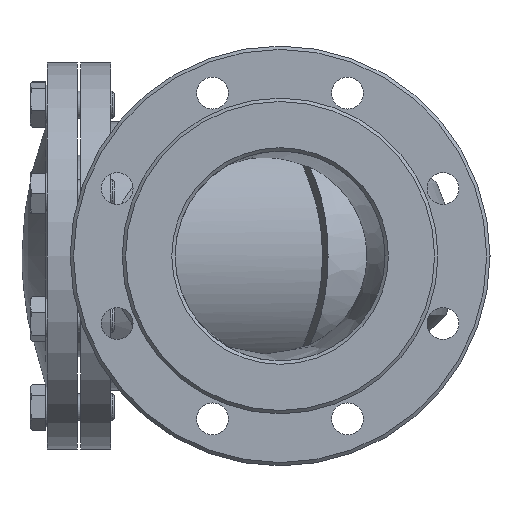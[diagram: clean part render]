
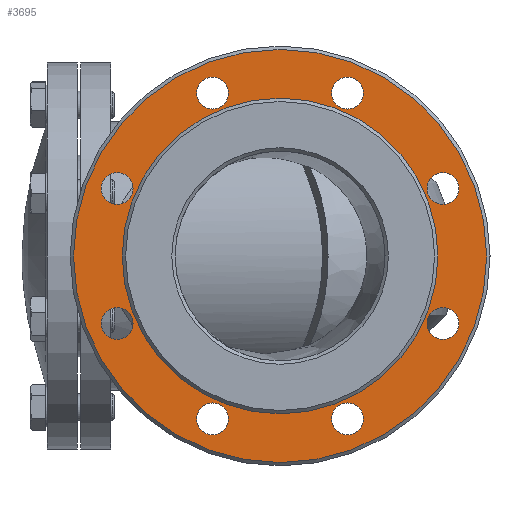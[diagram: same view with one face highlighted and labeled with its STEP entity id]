
A CAD part, left-side view. The second image highlights one B-rep face of the part: STEP entity #3695.
In plain terms, the highlighted planar face has unit normal (-1, 0, 0).
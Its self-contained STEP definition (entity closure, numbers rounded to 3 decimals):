
#772=FACE_BOUND('',#1299,.T.);
#773=FACE_BOUND('',#1300,.T.);
#774=FACE_BOUND('',#1301,.T.);
#775=FACE_BOUND('',#1302,.T.);
#776=FACE_BOUND('',#1303,.T.);
#777=FACE_BOUND('',#1304,.T.);
#778=FACE_BOUND('',#1305,.T.);
#779=FACE_BOUND('',#1306,.T.);
#780=FACE_BOUND('',#1307,.T.);
#847=PLANE('',#4055);
#1027=FACE_OUTER_BOUND('',#1298,.T.);
#1298=EDGE_LOOP('',(#3241));
#1299=EDGE_LOOP('',(#3242));
#1300=EDGE_LOOP('',(#3243));
#1301=EDGE_LOOP('',(#3244));
#1302=EDGE_LOOP('',(#3245));
#1303=EDGE_LOOP('',(#3246));
#1304=EDGE_LOOP('',(#3247));
#1305=EDGE_LOOP('',(#3248));
#1306=EDGE_LOOP('',(#3249));
#1307=EDGE_LOOP('',(#3250));
#1488=CIRCLE('',#4054,123.);
#1489=CIRCLE('',#4056,94.);
#1490=CIRCLE('',#4057,9.5);
#1491=CIRCLE('',#4058,9.5);
#1492=CIRCLE('',#4059,9.5);
#1493=CIRCLE('',#4060,9.5);
#1494=CIRCLE('',#4061,9.5);
#1495=CIRCLE('',#4062,9.5);
#1496=CIRCLE('',#4063,9.5);
#1497=CIRCLE('',#4064,9.5);
#1813=VERTEX_POINT('',#10606);
#1814=VERTEX_POINT('',#10610);
#1815=VERTEX_POINT('',#10612);
#1816=VERTEX_POINT('',#10614);
#1817=VERTEX_POINT('',#10616);
#1818=VERTEX_POINT('',#10618);
#1819=VERTEX_POINT('',#10620);
#1820=VERTEX_POINT('',#10622);
#1821=VERTEX_POINT('',#10624);
#1822=VERTEX_POINT('',#10626);
#2295=EDGE_CURVE('',#1813,#1813,#1488,.T.);
#2296=EDGE_CURVE('',#1814,#1814,#1489,.T.);
#2297=EDGE_CURVE('',#1815,#1815,#1490,.T.);
#2298=EDGE_CURVE('',#1816,#1816,#1491,.T.);
#2299=EDGE_CURVE('',#1817,#1817,#1492,.T.);
#2300=EDGE_CURVE('',#1818,#1818,#1493,.T.);
#2301=EDGE_CURVE('',#1819,#1819,#1494,.T.);
#2302=EDGE_CURVE('',#1820,#1820,#1495,.T.);
#2303=EDGE_CURVE('',#1821,#1821,#1496,.T.);
#2304=EDGE_CURVE('',#1822,#1822,#1497,.T.);
#3241=ORIENTED_EDGE('',*,*,#2295,.F.);
#3242=ORIENTED_EDGE('',*,*,#2296,.F.);
#3243=ORIENTED_EDGE('',*,*,#2297,.F.);
#3244=ORIENTED_EDGE('',*,*,#2298,.F.);
#3245=ORIENTED_EDGE('',*,*,#2299,.F.);
#3246=ORIENTED_EDGE('',*,*,#2300,.F.);
#3247=ORIENTED_EDGE('',*,*,#2301,.F.);
#3248=ORIENTED_EDGE('',*,*,#2302,.F.);
#3249=ORIENTED_EDGE('',*,*,#2303,.F.);
#3250=ORIENTED_EDGE('',*,*,#2304,.F.);
#3695=ADVANCED_FACE('',(#1027,#772,#773,#774,#775,#776,#777,#778,#779,#780),
#847,.F.);
#4054=AXIS2_PLACEMENT_3D('',#10608,#4838,#4839);
#4055=AXIS2_PLACEMENT_3D('',#10609,#4840,#4841);
#4056=AXIS2_PLACEMENT_3D('',#10611,#4842,#4843);
#4057=AXIS2_PLACEMENT_3D('',#10613,#4844,#4845);
#4058=AXIS2_PLACEMENT_3D('',#10615,#4846,#4847);
#4059=AXIS2_PLACEMENT_3D('',#10617,#4848,#4849);
#4060=AXIS2_PLACEMENT_3D('',#10619,#4850,#4851);
#4061=AXIS2_PLACEMENT_3D('',#10621,#4852,#4853);
#4062=AXIS2_PLACEMENT_3D('',#10623,#4854,#4855);
#4063=AXIS2_PLACEMENT_3D('',#10625,#4856,#4857);
#4064=AXIS2_PLACEMENT_3D('',#10627,#4858,#4859);
#4838=DIRECTION('center_axis',(1.,0.,0.));
#4839=DIRECTION('ref_axis',(0.,0.,1.));
#4840=DIRECTION('center_axis',(1.,0.,0.));
#4841=DIRECTION('ref_axis',(0.,0.,-1.));
#4842=DIRECTION('center_axis',(-1.,0.,0.));
#4843=DIRECTION('ref_axis',(0.,-1.,0.));
#4844=DIRECTION('center_axis',(-1.,0.,0.));
#4845=DIRECTION('ref_axis',(0.,0.,1.));
#4846=DIRECTION('center_axis',(-1.,0.,0.));
#4847=DIRECTION('ref_axis',(0.,0.,1.));
#4848=DIRECTION('center_axis',(-1.,0.,0.));
#4849=DIRECTION('ref_axis',(0.,0.,1.));
#4850=DIRECTION('center_axis',(-1.,0.,0.));
#4851=DIRECTION('ref_axis',(0.,0.,1.));
#4852=DIRECTION('center_axis',(-1.,0.,0.));
#4853=DIRECTION('ref_axis',(0.,0.,1.));
#4854=DIRECTION('center_axis',(-1.,0.,0.));
#4855=DIRECTION('ref_axis',(0.,0.,1.));
#4856=DIRECTION('center_axis',(-1.,0.,0.));
#4857=DIRECTION('ref_axis',(0.,0.,1.));
#4858=DIRECTION('center_axis',(-1.,0.,0.));
#4859=DIRECTION('ref_axis',(0.,0.,1.));
#10606=CARTESIAN_POINT('',(2.,0.,-123.));
#10608=CARTESIAN_POINT('Origin',(2.,0.,0.));
#10609=CARTESIAN_POINT('Origin',(2.,0.,0.));
#10610=CARTESIAN_POINT('',(2.,94.,0.));
#10611=CARTESIAN_POINT('Origin',(2.,0.,0.));
#10612=CARTESIAN_POINT('',(2.,-97.007,-49.682));
#10613=CARTESIAN_POINT('Origin',(2.,-97.007,-40.182));
#10614=CARTESIAN_POINT('',(2.,-97.007,30.682));
#10615=CARTESIAN_POINT('Origin',(2.,-97.007,40.182));
#10616=CARTESIAN_POINT('',(2.,-40.182,87.507));
#10617=CARTESIAN_POINT('Origin',(2.,-40.182,97.007));
#10618=CARTESIAN_POINT('',(2.,40.182,87.507));
#10619=CARTESIAN_POINT('Origin',(2.,40.182,97.007));
#10620=CARTESIAN_POINT('',(2.,97.007,30.682));
#10621=CARTESIAN_POINT('Origin',(2.,97.007,40.182));
#10622=CARTESIAN_POINT('',(2.,97.007,-49.682));
#10623=CARTESIAN_POINT('Origin',(2.,97.007,-40.182));
#10624=CARTESIAN_POINT('',(2.,40.182,-106.507));
#10625=CARTESIAN_POINT('Origin',(2.,40.182,-97.007));
#10626=CARTESIAN_POINT('',(2.,-40.182,-106.507));
#10627=CARTESIAN_POINT('Origin',(2.,-40.182,-97.007));
